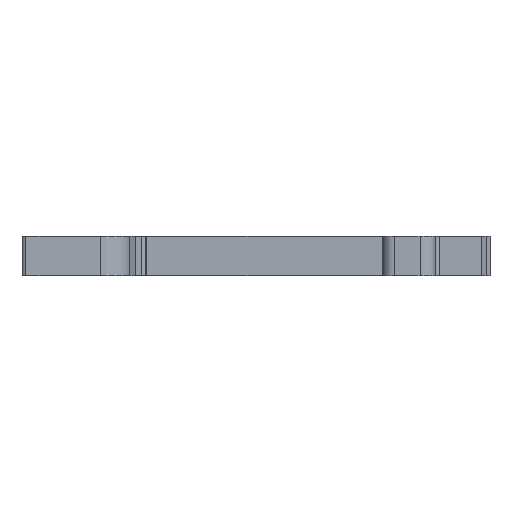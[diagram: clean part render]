
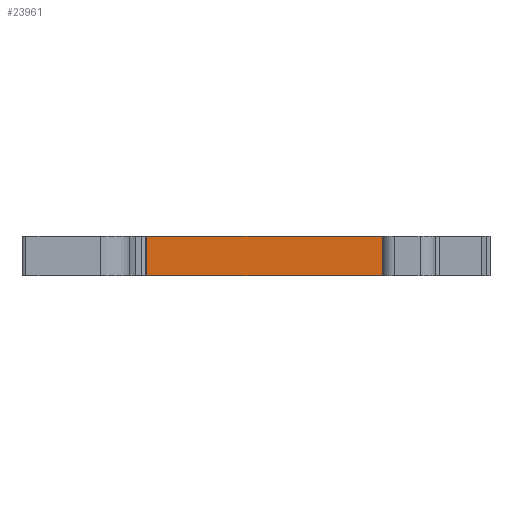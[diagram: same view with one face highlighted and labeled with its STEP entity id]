
A CAD part, front view. The second image highlights one B-rep face of the part: STEP entity #23961.
In plain terms, the highlighted planar face has unit normal (0, -1, 0).
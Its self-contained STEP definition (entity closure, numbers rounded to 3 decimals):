
#165 = PLANE('',#166);
#166 = AXIS2_PLACEMENT_3D('',#167,#168,#169);
#167 = CARTESIAN_POINT('',(-16.206,-5.856,5.1));
#168 = DIRECTION('',(0.,0.,1.));
#169 = DIRECTION('',(1.,0.,0.));
#4130 = VERTEX_POINT('',#4131);
#4131 = CARTESIAN_POINT('',(-10.654,0.7,5.1));
#4146 = CYLINDRICAL_SURFACE('',#4147,0.3);
#4147 = AXIS2_PLACEMENT_3D('',#4148,#4149,#4150);
#4148 = CARTESIAN_POINT('',(-10.654,0.4,5.1));
#4149 = DIRECTION('',(0.,0.,-1.));
#4150 = DIRECTION('',(-1.,0.,0.));
#4158 = EDGE_CURVE('',#4130,#4159,#4161,.T.);
#4159 = VERTEX_POINT('',#4160);
#4160 = CARTESIAN_POINT('',(20.814,0.7,5.1));
#4161 = SURFACE_CURVE('',#4162,(#4166,#4173),.PCURVE_S1.);
#4162 = LINE('',#4163,#4164);
#4163 = CARTESIAN_POINT('',(-10.654,0.7,5.1));
#4164 = VECTOR('',#4165,1.);
#4165 = DIRECTION('',(1.,0.,0.));
#4166 = PCURVE('',#165,#4167);
#4167 = DEFINITIONAL_REPRESENTATION('',(#4168),#4172);
#4168 = LINE('',#4169,#4170);
#4169 = CARTESIAN_POINT('',(5.552,6.556));
#4170 = VECTOR('',#4171,1.);
#4171 = DIRECTION('',(1.,0.));
#4172 = ( GEOMETRIC_REPRESENTATION_CONTEXT(2) 
PARAMETRIC_REPRESENTATION_CONTEXT() REPRESENTATION_CONTEXT('2D SPACE',''
  ) );
#4173 = PCURVE('',#4174,#4179);
#4174 = PLANE('',#4175);
#4175 = AXIS2_PLACEMENT_3D('',#4176,#4177,#4178);
#4176 = CARTESIAN_POINT('',(-10.654,0.7,5.1));
#4177 = DIRECTION('',(0.,1.,0.));
#4178 = DIRECTION('',(0.,0.,1.));
#4179 = DEFINITIONAL_REPRESENTATION('',(#4180),#4184);
#4180 = LINE('',#4181,#4182);
#4181 = CARTESIAN_POINT('',(0.,0.));
#4182 = VECTOR('',#4183,1.);
#4183 = DIRECTION('',(0.,1.));
#4184 = ( GEOMETRIC_REPRESENTATION_CONTEXT(2) 
PARAMETRIC_REPRESENTATION_CONTEXT() REPRESENTATION_CONTEXT('2D SPACE',''
  ) );
#4203 = CYLINDRICAL_SURFACE('',#4204,0.3);
#4204 = AXIS2_PLACEMENT_3D('',#4205,#4206,#4207);
#4205 = CARTESIAN_POINT('',(20.814,0.4,5.1));
#4206 = DIRECTION('',(0.,0.,-1.));
#4207 = DIRECTION('',(-1.,0.,0.));
#7442 = PLANE('',#7443);
#7443 = AXIS2_PLACEMENT_3D('',#7444,#7445,#7446);
#7444 = CARTESIAN_POINT('',(-16.206,-5.856,0.));
#7445 = DIRECTION('',(0.,0.,1.));
#7446 = DIRECTION('',(1.,0.,0.));
#9474 = VERTEX_POINT('',#9475);
#9475 = CARTESIAN_POINT('',(20.814,0.7,0.));
#9497 = EDGE_CURVE('',#9498,#9474,#9500,.T.);
#9498 = VERTEX_POINT('',#9499);
#9499 = CARTESIAN_POINT('',(-10.654,0.7,0.));
#9500 = SURFACE_CURVE('',#9501,(#9505,#9512),.PCURVE_S1.);
#9501 = LINE('',#9502,#9503);
#9502 = CARTESIAN_POINT('',(-10.654,0.7,0.));
#9503 = VECTOR('',#9504,1.);
#9504 = DIRECTION('',(1.,0.,0.));
#9505 = PCURVE('',#7442,#9506);
#9506 = DEFINITIONAL_REPRESENTATION('',(#9507),#9511);
#9507 = LINE('',#9508,#9509);
#9508 = CARTESIAN_POINT('',(5.552,6.556));
#9509 = VECTOR('',#9510,1.);
#9510 = DIRECTION('',(1.,0.));
#9511 = ( GEOMETRIC_REPRESENTATION_CONTEXT(2) 
PARAMETRIC_REPRESENTATION_CONTEXT() REPRESENTATION_CONTEXT('2D SPACE',''
  ) );
#9512 = PCURVE('',#4174,#9513);
#9513 = DEFINITIONAL_REPRESENTATION('',(#9514),#9518);
#9514 = LINE('',#9515,#9516);
#9515 = CARTESIAN_POINT('',(-5.1,0.));
#9516 = VECTOR('',#9517,1.);
#9517 = DIRECTION('',(0.,1.));
#9518 = ( GEOMETRIC_REPRESENTATION_CONTEXT(2) 
PARAMETRIC_REPRESENTATION_CONTEXT() REPRESENTATION_CONTEXT('2D SPACE',''
  ) );
#23663 = EDGE_CURVE('',#4130,#9498,#23664,.T.);
#23664 = SURFACE_CURVE('',#23665,(#23669,#23676),.PCURVE_S1.);
#23665 = LINE('',#23666,#23667);
#23666 = CARTESIAN_POINT('',(-10.654,0.7,5.1));
#23667 = VECTOR('',#23668,1.);
#23668 = DIRECTION('',(0.,0.,-1.));
#23669 = PCURVE('',#4146,#23670);
#23670 = DEFINITIONAL_REPRESENTATION('',(#23671),#23675);
#23671 = LINE('',#23672,#23673);
#23672 = CARTESIAN_POINT('',(1.571,0.));
#23673 = VECTOR('',#23674,1.);
#23674 = DIRECTION('',(0.,1.));
#23675 = ( GEOMETRIC_REPRESENTATION_CONTEXT(2) 
PARAMETRIC_REPRESENTATION_CONTEXT() REPRESENTATION_CONTEXT('2D SPACE',''
  ) );
#23676 = PCURVE('',#4174,#23677);
#23677 = DEFINITIONAL_REPRESENTATION('',(#23678),#23682);
#23678 = LINE('',#23679,#23680);
#23679 = CARTESIAN_POINT('',(0.,0.));
#23680 = VECTOR('',#23681,1.);
#23681 = DIRECTION('',(-1.,0.));
#23682 = ( GEOMETRIC_REPRESENTATION_CONTEXT(2) 
PARAMETRIC_REPRESENTATION_CONTEXT() REPRESENTATION_CONTEXT('2D SPACE',''
  ) );
#23938 = EDGE_CURVE('',#4159,#9474,#23939,.T.);
#23939 = SURFACE_CURVE('',#23940,(#23944,#23951),.PCURVE_S1.);
#23940 = LINE('',#23941,#23942);
#23941 = CARTESIAN_POINT('',(20.814,0.7,5.1));
#23942 = VECTOR('',#23943,1.);
#23943 = DIRECTION('',(0.,0.,-1.));
#23944 = PCURVE('',#4203,#23945);
#23945 = DEFINITIONAL_REPRESENTATION('',(#23946),#23950);
#23946 = LINE('',#23947,#23948);
#23947 = CARTESIAN_POINT('',(1.571,0.));
#23948 = VECTOR('',#23949,1.);
#23949 = DIRECTION('',(0.,1.));
#23950 = ( GEOMETRIC_REPRESENTATION_CONTEXT(2) 
PARAMETRIC_REPRESENTATION_CONTEXT() REPRESENTATION_CONTEXT('2D SPACE',''
  ) );
#23951 = PCURVE('',#4174,#23952);
#23952 = DEFINITIONAL_REPRESENTATION('',(#23953),#23957);
#23953 = LINE('',#23954,#23955);
#23954 = CARTESIAN_POINT('',(0.,31.468));
#23955 = VECTOR('',#23956,1.);
#23956 = DIRECTION('',(-1.,0.));
#23957 = ( GEOMETRIC_REPRESENTATION_CONTEXT(2) 
PARAMETRIC_REPRESENTATION_CONTEXT() REPRESENTATION_CONTEXT('2D SPACE',''
  ) );
#23961 = ADVANCED_FACE('',(#23962),#4174,.F.);
#23962 = FACE_BOUND('',#23963,.T.);
#23963 = EDGE_LOOP('',(#23964,#23965,#23966,#23967));
#23964 = ORIENTED_EDGE('',*,*,#9497,.T.);
#23965 = ORIENTED_EDGE('',*,*,#23938,.F.);
#23966 = ORIENTED_EDGE('',*,*,#4158,.F.);
#23967 = ORIENTED_EDGE('',*,*,#23663,.T.);
